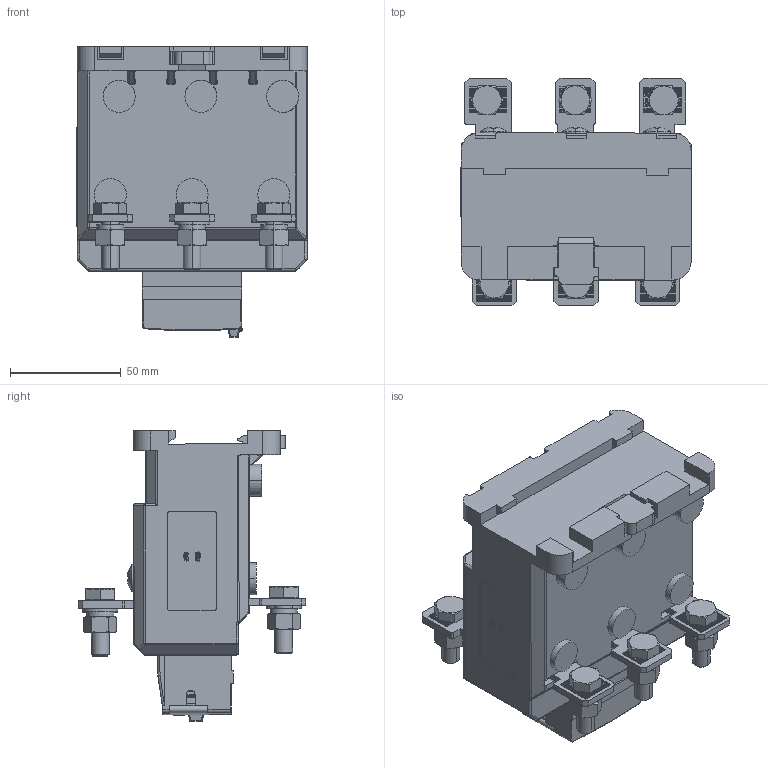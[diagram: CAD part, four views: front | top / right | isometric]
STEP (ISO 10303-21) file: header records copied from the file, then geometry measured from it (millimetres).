
FILE_DESCRIPTION((''),'2;1');
FILE_NAME('2331027900_SW0001','2025-07-01T',('qiang01.yu'),(''),'PRO/ENGINEER BY PARAMETRIC TECHNOLOGY CORPORATION, 2015440','PRO/ENGINEER BY PARAMETRIC TECHNOLOGY CORPORATION, 2015440','');
FILE_SCHEMA(('CONFIG_CONTROL_DESIGN'));
Products named in the file (1): 2331027900_SW0001
Bounding box: 104.11 x 103.05 x 131.52 mm (x, y, z)
Volume: 308057.3 mm3; surface area: 173039.4 mm2
Topology: 1 solids, 3 shells, 5882 faces, 17139 edges, 10988 vertices
Faces by surface type: plane 4928, cylinder 561, extrusion 163, cone 146, sphere 50, bspline 22, torus 12
Entity records: 196893 total; most frequent: CARTESIAN_POINT 42516, ORIENTED_EDGE 34172, DIRECTION 29376, EDGE_CURVE 17086, VECTOR 13260, LINE 13097, VERTEX_POINT 10980, AXIS2_PLACEMENT_3D 8058
